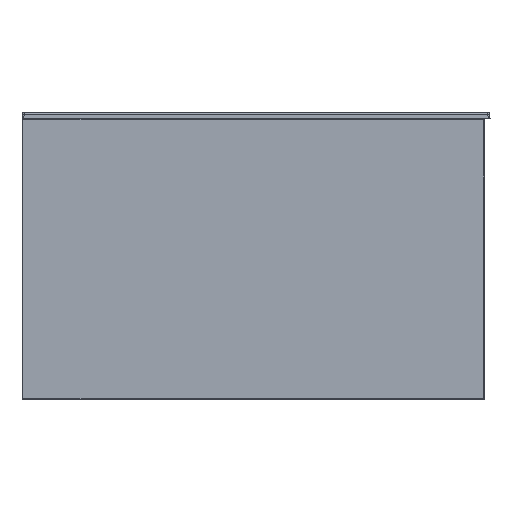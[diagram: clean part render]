
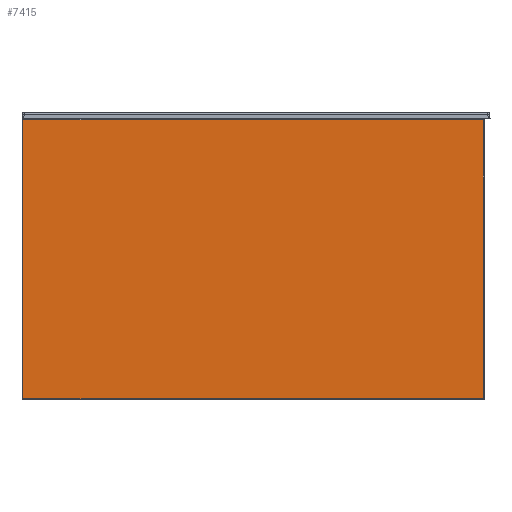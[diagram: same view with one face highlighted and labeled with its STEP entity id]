
A CAD part, left-side view. The second image highlights one B-rep face of the part: STEP entity #7415.
In plain terms, the highlighted planar face has unit normal (-1, 0, 0).
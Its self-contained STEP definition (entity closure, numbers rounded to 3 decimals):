
#1141=FACE_OUTER_BOUND('',#1609,.T.);
#1609=EDGE_LOOP('',(#6584,#6585,#6586,#6587));
#2196=LINE('',#33477,#2840);
#2200=LINE('',#33485,#2844);
#2203=LINE('',#33491,#2847);
#2206=LINE('',#33496,#2850);
#2840=VECTOR('',#9667,1.);
#2844=VECTOR('',#9673,1.);
#2847=VECTOR('',#9678,1.);
#2850=VECTOR('',#9683,1.);
#3519=VERTEX_POINT('',#33475);
#3520=VERTEX_POINT('',#33476);
#3523=VERTEX_POINT('',#33484);
#3525=VERTEX_POINT('',#33490);
#4542=EDGE_CURVE('',#3519,#3520,#2196,.T.);
#4546=EDGE_CURVE('',#3523,#3519,#2200,.T.);
#4549=EDGE_CURVE('',#3525,#3523,#2203,.T.);
#4552=EDGE_CURVE('',#3520,#3525,#2206,.T.);
#6584=ORIENTED_EDGE('',*,*,#4542,.T.);
#6585=ORIENTED_EDGE('',*,*,#4552,.T.);
#6586=ORIENTED_EDGE('',*,*,#4549,.T.);
#6587=ORIENTED_EDGE('',*,*,#4546,.T.);
#6957=PLANE('',#8061);
#7415=ADVANCED_FACE('',(#1141),#6957,.F.);
#8061=AXIS2_PLACEMENT_3D('',#33499,#9687,#9688);
#9667=DIRECTION('',(0.,1.,0.));
#9673=DIRECTION('',(0.,0.,1.));
#9678=DIRECTION('',(0.,-1.,0.));
#9683=DIRECTION('',(0.,0.,-1.));
#9687=DIRECTION('center_axis',(1.,0.,0.));
#9688=DIRECTION('ref_axis',(0.,0.,-1.));
#33475=CARTESIAN_POINT('',(-697.,-493.,299.));
#33476=CARTESIAN_POINT('',(-697.,-1.,299.));
#33477=CARTESIAN_POINT('',(-697.,-370.,299.));
#33484=CARTESIAN_POINT('',(-697.,-493.,1.));
#33485=CARTESIAN_POINT('',(-697.,-493.,75.5));
#33490=CARTESIAN_POINT('',(-697.,-1.,1.));
#33491=CARTESIAN_POINT('',(-697.,-124.,1.));
#33496=CARTESIAN_POINT('',(-697.,-1.,224.5));
#33499=CARTESIAN_POINT('Origin',(-697.,-247.,150.));
